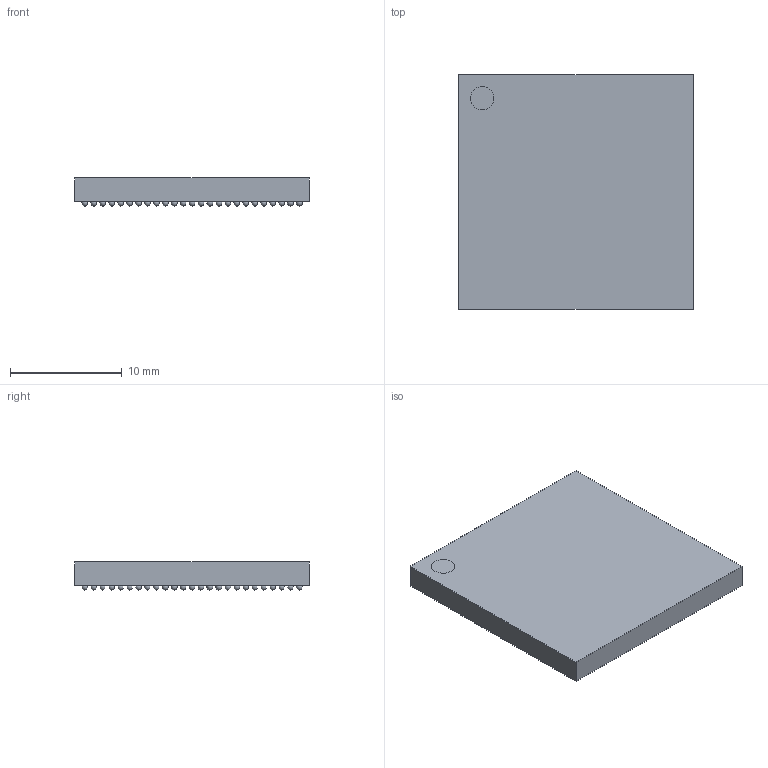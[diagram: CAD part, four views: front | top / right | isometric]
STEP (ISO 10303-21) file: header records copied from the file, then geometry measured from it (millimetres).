
FILE_DESCRIPTION(/* description */ ('model of BGA-625_21.0x21.0mm_Layout25x25_P0.8mm'),/* implementation_level */ '2;1');
FILE_NAME(/* name */ 'BGA-625_21.0x21.0mm_Layout25x25_P0.8mm.step',/* time_stamp */ '1970-01-01T00:00:00',/* author */ ('KiCAD','kicad'),/* organization */ ('OCCT'),/* preprocessor_version */ '',/* originating_system */ 'KiCAD',/* authorisation */ '');
FILE_SCHEMA(('AUTOMOTIVE_DESIGN { 1 0 10303 214 1 1 1 1 }'));
Length unit declared in the file: millimetre
Products named in the file (1): BGA-625_21.0x21.0mm_Layout25x25_P0.8mm
Bounding box: 21 x 21 x 2.51 mm (x, y, z)
Volume: 967.9 mm3; surface area: 1392.5 mm2
Topology: 1 solids, 1 shells, 633 faces, 1890 edges, 1260 vertices
Faces by surface type: sphere 625, plane 7, cylinder 1
Full cylindrical faces by diameter (mm): 2.1 x1
Entity records: 15180 total; most frequent: CARTESIAN_POINT 2513, ORIENTED_EDGE 1898, AXIS2_PLACEMENT_3D 1885, EDGE_CURVE 1265, VERTEX_POINT 1260, FACE_BOUND 1259, EDGE_LOOP 1259, CIRCLE 1252
